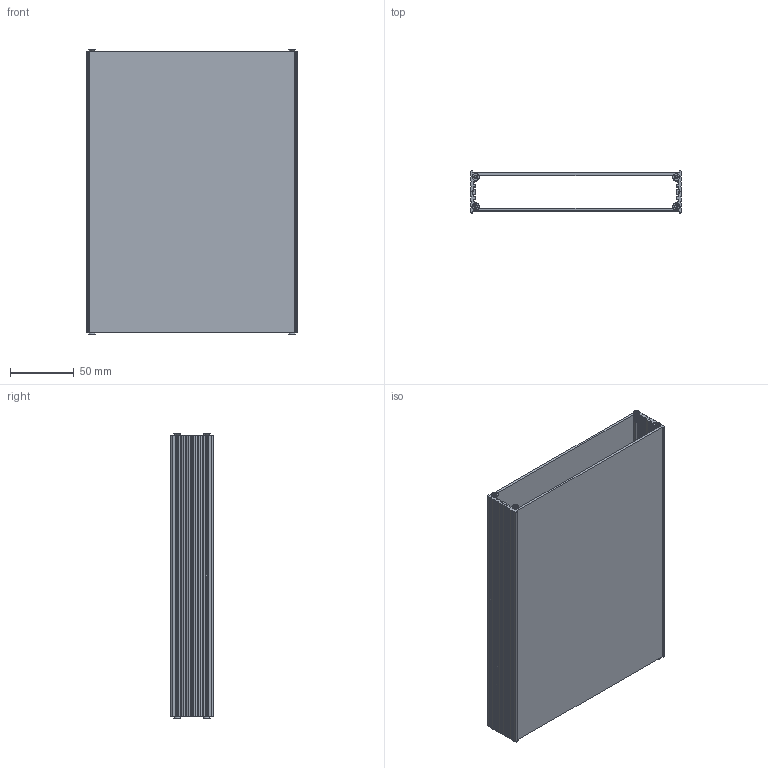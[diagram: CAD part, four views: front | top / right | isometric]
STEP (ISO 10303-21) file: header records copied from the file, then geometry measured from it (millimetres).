
FILE_DESCRIPTION(/* description */ (''),/* implementation_level */ '2;1');
FILE_NAME(/* name */ '97185220_F 1632-220.stp',/* time_stamp */ '2015-12-10T08:45:25+01:00',/* author */ ('Watermann'),/* organization */ ('Fa. Bopla'),/* preprocessor_version */ 'ST-DEVELOPER v16.1',/* originating_system */ 'Autodesk Inventor 2016',/* authorisation */ '');
FILE_SCHEMA (('AUTOMOTIVE_DESIGN { 1 0 10303 214 3 1 1 }'));
Length unit declared in the file: millimetre
Products named in the file (3): FPH 1616-0220; SHR S KT 30 x 8 WN 5154; 97185220_F 1632-220
Assembly tree (10 placements, depth 2):
  97185220_F 1632-220
    FPH 1616-0220  x2
    SHR S KT 30 x 8 WN 5154  x8
Bounding box: 165 x 33 x 223.7 mm (x, y, z)
Volume: 182879.3 mm3; surface area: 186288.8 mm2
Topology: 10 solids, 10 shells, 620 faces, 1736 edges, 1136 vertices
Faces by surface type: bspline 248, cylinder 160, plane 156, cone 40, torus 16
Full cylindrical faces by diameter (mm): 2.68 x8
Entity records: 14249 total; most frequent: CARTESIAN_POINT 9358, ORIENTED_EDGE 1014, DIRECTION 941, EDGE_CURVE 507, VERTEX_POINT 338, AXIS2_PLACEMENT_3D 325, LINE 291, VECTOR 291
